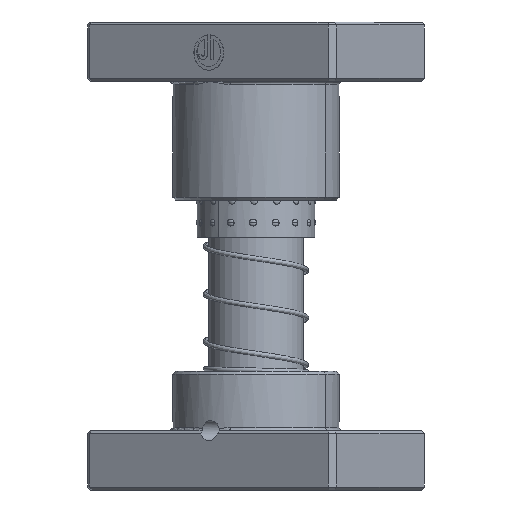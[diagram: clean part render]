
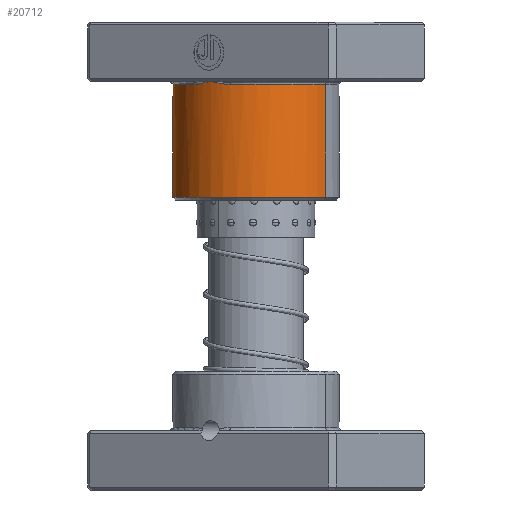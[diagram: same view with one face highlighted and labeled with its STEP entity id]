
A CAD part, front view. The second image highlights one B-rep face of the part: STEP entity #20712.
In plain terms, the highlighted cylindrical face has radius 28 mm (diameter 56 mm), a partial arc.
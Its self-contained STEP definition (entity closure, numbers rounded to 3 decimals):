
#72 = VECTOR ( 'NONE', #36035, 1000. ) ;
#501 = CARTESIAN_POINT ( 'NONE',  ( 0.611, 27.995, 20.118 ) ) ;
#632 = VERTEX_POINT ( 'NONE', #1286 ) ;
#769 = CARTESIAN_POINT ( 'NONE',  ( 0., 0., 21. ) ) ;
#1084 = VERTEX_POINT ( 'NONE', #28330 ) ;
#1286 = CARTESIAN_POINT ( 'NONE',  ( -28., 0., 21. ) ) ;
#1783 = CARTESIAN_POINT ( 'NONE',  ( -28., 0., 60. ) ) ;
#2277 = CARTESIAN_POINT ( 'NONE',  ( 0., 0., 60. ) ) ;
#3648 = CARTESIAN_POINT ( 'NONE',  ( 0., 28., 20. ) ) ;
#3908 = DIRECTION ( 'NONE',  ( 1., 0., 0. ) ) ;
#3921 = AXIS2_PLACEMENT_3D ( 'NONE', #33148, #14551, #36252 ) ;
#4616 = EDGE_CURVE ( 'NONE', #31243, #632, #35654, .T. ) ;
#5656 = EDGE_CURVE ( 'NONE', #20995, #31243, #22808, .T. ) ;
#6118 = CARTESIAN_POINT ( 'NONE',  ( -28., 0., 59. ) ) ;
#6638 = CARTESIAN_POINT ( 'NONE',  ( 6.685, 27.198, 21. ) ) ;
#6849 = EDGE_LOOP ( 'NONE', ( #10965, #31513, #9827, #10176, #19433, #16030, #33777 ) ) ;
#8365 = LINE ( 'NONE', #1783, #72 ) ;
#9023 = CARTESIAN_POINT ( 'NONE',  ( 0., 28., 20. ) ) ;
#9342 = EDGE_CURVE ( 'NONE', #11863, #10727, #12504, .T. ) ;
#9775 = CARTESIAN_POINT ( 'NONE',  ( 6.081, 27.339, 20.959 ) ) ;
#9827 = ORIENTED_EDGE ( 'NONE', *, *, #9342, .T. ) ;
#10133 = CIRCLE ( 'NONE', #13714, 28. ) ;
#10176 = ORIENTED_EDGE ( 'NONE', *, *, #11215, .T. ) ;
#10727 = VERTEX_POINT ( 'NONE', #31856 ) ;
#10965 = ORIENTED_EDGE ( 'NONE', *, *, #35295, .T. ) ;
#11215 = EDGE_CURVE ( 'NONE', #10727, #20995, #33922, .T. ) ;
#11863 = VERTEX_POINT ( 'NONE', #14898 ) ;
#12111 = CARTESIAN_POINT ( 'NONE',  ( -4.268, 27.68, 20.755 ) ) ;
#12253 = EDGE_CURVE ( 'NONE', #1084, #11863, #16564, .T. ) ;
#12504 = CIRCLE ( 'NONE', #38690, 28. ) ;
#12918 = CARTESIAN_POINT ( 'NONE',  ( 4.268, 27.68, 20.755 ) ) ;
#13714 = AXIS2_PLACEMENT_3D ( 'NONE', #17363, #39018, #20492 ) ;
#14551 = DIRECTION ( 'NONE',  ( 0., 0., 1. ) ) ;
#14898 = CARTESIAN_POINT ( 'NONE',  ( 28., 0., 21. ) ) ;
#14973 = DIRECTION ( 'NONE',  ( 0., 0., -1. ) ) ;
#15213 = AXIS2_PLACEMENT_3D ( 'NONE', #2277, #14973, #24112 ) ;
#15283 = CARTESIAN_POINT ( 'NONE',  ( -6.081, 27.339, 20.959 ) ) ;
#16030 = ORIENTED_EDGE ( 'NONE', *, *, #4616, .T. ) ;
#16055 = CARTESIAN_POINT ( 'NONE',  ( 2.446, 27.9, 20.46 ) ) ;
#16140 = EDGE_CURVE ( 'NONE', #39412, #632, #8365, .T. ) ;
#16564 = LINE ( 'NONE', #35860, #32104 ) ;
#17363 = CARTESIAN_POINT ( 'NONE',  ( 0., 0., 59. ) ) ;
#18121 = CYLINDRICAL_SURFACE ( 'NONE', #15213, 28. ) ;
#18401 = CARTESIAN_POINT ( 'NONE',  ( -7.289, 27.034, 21. ) ) ;
#19181 = CARTESIAN_POINT ( 'NONE',  ( 1.223, 27.975, 20.234 ) ) ;
#19433 = ORIENTED_EDGE ( 'NONE', *, *, #5656, .T. ) ;
#20492 = DIRECTION ( 'NONE',  ( 1., 0., 0. ) ) ;
#20712 = ADVANCED_FACE ( 'NONE', ( #27372 ), #18121, .T. ) ;
#20995 = VERTEX_POINT ( 'NONE', #34312 ) ;
#21432 = CARTESIAN_POINT ( 'NONE',  ( -2.448, 27.92, 20.472 ) ) ;
#22325 = CARTESIAN_POINT ( 'NONE',  ( 0.304, 28., 20.058 ) ) ;
#22597 = DIRECTION ( 'NONE',  ( 0., 0., 1. ) ) ;
#22808 = B_SPLINE_CURVE_WITH_KNOTS ( 'NONE', 3,
 ( #9023, #36834, #21432, #12111, #33849, #15283, #36968, #18401 ),
 .UNSPECIFIED., .F., .F.,
 ( 4, 2, 2, 4 ),
 ( 0., 0.004, 0.006, 0.007 ),
 .UNSPECIFIED. ) ;
#24112 = DIRECTION ( 'NONE',  ( -1., 0., 0. ) ) ;
#25321 = CARTESIAN_POINT ( 'NONE',  ( 7.289, 27.034, 21. ) ) ;
#27372 = FACE_OUTER_BOUND ( 'NONE', #6849, .T. ) ;
#28330 = CARTESIAN_POINT ( 'NONE',  ( 28., 0., 59. ) ) ;
#30206 = CARTESIAN_POINT ( 'NONE',  ( -7.289, 27.034, 21. ) ) ;
#31243 = VERTEX_POINT ( 'NONE', #30206 ) ;
#31513 = ORIENTED_EDGE ( 'NONE', *, *, #12253, .T. ) ;
#31527 = CARTESIAN_POINT ( 'NONE',  ( 4.873, 27.58, 20.837 ) ) ;
#31856 = CARTESIAN_POINT ( 'NONE',  ( 7.289, 27.034, 21. ) ) ;
#32104 = VECTOR ( 'NONE', #35439, 1000. ) ;
#33148 = CARTESIAN_POINT ( 'NONE',  ( 0., 0., 21. ) ) ;
#33777 = ORIENTED_EDGE ( 'NONE', *, *, #16140, .F. ) ;
#33849 = CARTESIAN_POINT ( 'NONE',  ( -4.873, 27.58, 20.837 ) ) ;
#33922 = B_SPLINE_CURVE_WITH_KNOTS ( 'NONE', 3,
 ( #25321, #6638, #9775, #31527, #12918, #34618, #16055, #37739, #19181, #501, #22325, #3648 ),
 .UNSPECIFIED., .F., .F.,
 ( 4, 2, 2, 2, 2, 4 ),
 ( 0., 0.002, 0.004, 0.006, 0.006, 0.007 ),
 .UNSPECIFIED. ) ;
#34312 = CARTESIAN_POINT ( 'NONE',  ( 0., 28., 20. ) ) ;
#34618 = CARTESIAN_POINT ( 'NONE',  ( 3.054, 27.84, 20.566 ) ) ;
#35295 = EDGE_CURVE ( 'NONE', #39412, #1084, #10133, .T. ) ;
#35439 = DIRECTION ( 'NONE',  ( 0., 0., -1. ) ) ;
#35654 = CIRCLE ( 'NONE', #3921, 28. ) ;
#35860 = CARTESIAN_POINT ( 'NONE',  ( 28., 0., 60. ) ) ;
#36035 = DIRECTION ( 'NONE',  ( 0., 0., -1. ) ) ;
#36252 = DIRECTION ( 'NONE',  ( 1., 0., 0. ) ) ;
#36834 = CARTESIAN_POINT ( 'NONE',  ( -1.223, 28., 20.235 ) ) ;
#36968 = CARTESIAN_POINT ( 'NONE',  ( -6.685, 27.198, 21. ) ) ;
#37739 = CARTESIAN_POINT ( 'NONE',  ( 1.529, 27.96, 20.291 ) ) ;
#38690 = AXIS2_PLACEMENT_3D ( 'NONE', #769, #22597, #3908 ) ;
#39018 = DIRECTION ( 'NONE',  ( 0., 0., -1. ) ) ;
#39412 = VERTEX_POINT ( 'NONE', #6118 ) ;
